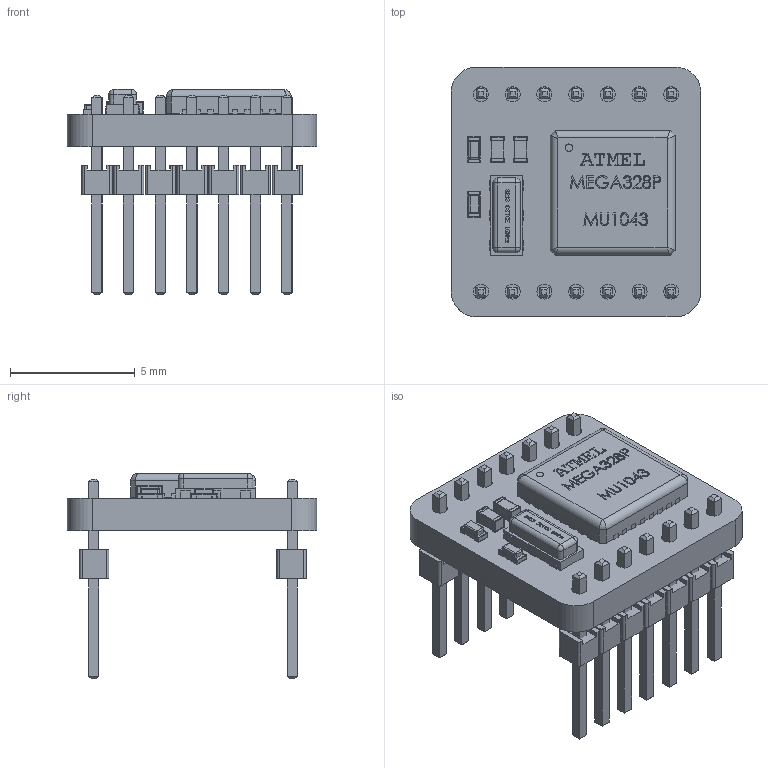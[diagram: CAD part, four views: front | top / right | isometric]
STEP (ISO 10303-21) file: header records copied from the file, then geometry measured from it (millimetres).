
FILE_DESCRIPTION(('Open CASCADE Model'),'2;1');
FILE_NAME('Open CASCADE Shape Model','2021-04-03T07:19:28',('Author'),( 'Open CASCADE'),'Open CASCADE STEP processor 6.8','Open CASCADE 6.8' ,'Unknown');
FILE_SCHEMA(('AUTOMOTIVE_DESIGN { 1 0 10303 214 1 1 1 1 }'));
Length unit declared in the file: millimetre
Products named in the file (16): PCB; Board; Open CASCADE STEP translator 6.8 1.1.1; X1; CSTCE16M0V53-RO; LED2; LED0402; LED1; U1; atmega328p; C3; C0402; C1; J2; connector3; J1
Assembly tree (30 placements, depth 3):
  PCB
    Board
      Open CASCADE STEP translator 6.8 1.1.1
    X1
      CSTCE16M0V53-RO
    LED2
      LED0402
    LED1
      LED0402
    U1
      atmega328p
    C3
      C0402
    C1
      C0402
    J2
      connector3  x7
    J1
      connector3  x7
Bounding box: 9.99 x 10 x 8.24 mm (x, y, z)
Volume: 191 mm3; surface area: 736.3 mm2
Topology: 118 solids, 118 shells, 1862 faces, 4568 edges, 2852 vertices
Faces by surface type: plane 1296, bspline 240, cylinder 234, sphere 92
Full cylindrical faces by diameter (mm): 0.6 x14
Entity records: 47556 total; most frequent: CARTESIAN_POINT 16365, ORIENTED_EDGE 6652, DIRECTION 5292, EDGE_CURVE 3326, LINE 2630, VECTOR 2630, VERTEX_POINT 2164, FACE_BOUND 1378
